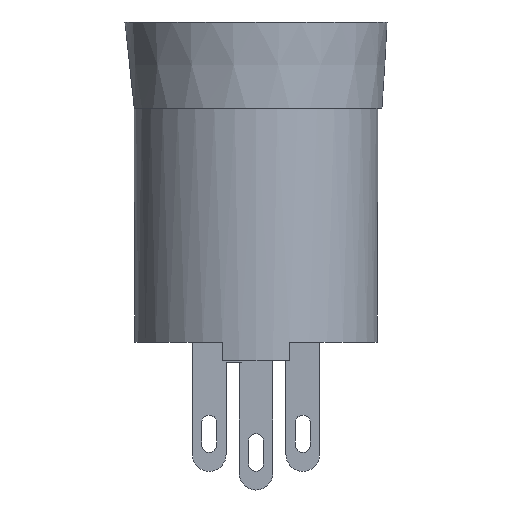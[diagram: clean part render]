
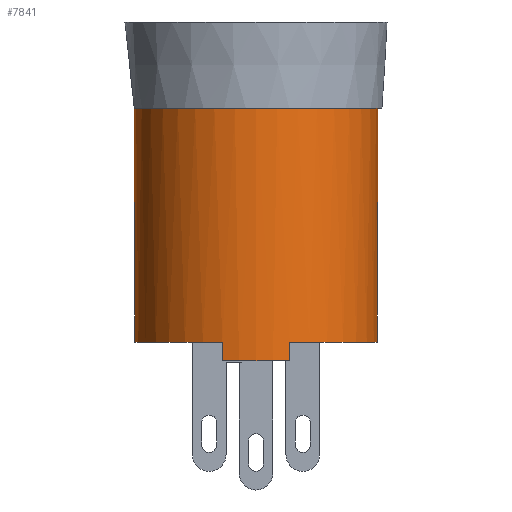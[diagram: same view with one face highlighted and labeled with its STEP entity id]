
A CAD part, front view. The second image highlights one B-rep face of the part: STEP entity #7841.
In plain terms, the highlighted cylindrical face has radius 6.5 mm (diameter 13 mm), a full revolution.
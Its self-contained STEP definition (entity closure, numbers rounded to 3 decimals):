
#339=CIRCLE('',#8258,6.5);
#340=CIRCLE('',#8259,6.5);
#341=CIRCLE('',#8310,6.5);
#342=CIRCLE('',#8313,6.5);
#343=CIRCLE('',#8314,6.5);
#344=CIRCLE('',#8317,6.5);
#345=CIRCLE('',#8318,6.5);
#390=CYLINDRICAL_SURFACE('',#8316,6.5);
#788=FACE_OUTER_BOUND('',#1246,.T.);
#1246=EDGE_LOOP('',(#7068,#7069,#7070,#7071,#7072,#7073,#7074,#7075,#7076,
#7077,#7078,#7079,#7080));
#2158=LINE('',#13150,#3066);
#2159=LINE('',#13151,#3067);
#2160=LINE('',#13152,#3068);
#2161=LINE('',#13153,#3069);
#2162=LINE('',#13154,#3070);
#3066=VECTOR('',#10148,6.5);
#3067=VECTOR('',#10149,10.);
#3068=VECTOR('',#10150,10.);
#3069=VECTOR('',#10151,10.);
#3070=VECTOR('',#10152,10.);
#3527=VERTEX_POINT('',#11511);
#3747=VERTEX_POINT('',#12925);
#3748=VERTEX_POINT('',#12927);
#3753=VERTEX_POINT('',#12938);
#3754=VERTEX_POINT('',#12940);
#3800=VERTEX_POINT('',#13123);
#3801=VERTEX_POINT('',#13125);
#3804=VERTEX_POINT('',#13135);
#3805=VERTEX_POINT('',#13137);
#3806=VERTEX_POINT('',#13139);
#3808=VERTEX_POINT('',#13147);
#4799=EDGE_CURVE('',#3747,#3748,#339,.T.);
#4806=EDGE_CURVE('',#3753,#3754,#340,.T.);
#4894=EDGE_CURVE('',#3800,#3801,#341,.T.);
#4900=EDGE_CURVE('',#3804,#3805,#342,.T.);
#4901=EDGE_CURVE('',#3805,#3806,#343,.T.);
#4905=EDGE_CURVE('',#3527,#3808,#344,.T.);
#4906=EDGE_CURVE('',#3808,#3527,#345,.T.);
#4907=EDGE_CURVE('',#3808,#3805,#2158,.T.);
#4908=EDGE_CURVE('',#3748,#3804,#2159,.T.);
#4909=EDGE_CURVE('',#3747,#3801,#2160,.T.);
#4910=EDGE_CURVE('',#3754,#3800,#2161,.T.);
#4911=EDGE_CURVE('',#3753,#3806,#2162,.T.);
#7068=ORIENTED_EDGE('',*,*,#4905,.F.);
#7069=ORIENTED_EDGE('',*,*,#4906,.F.);
#7070=ORIENTED_EDGE('',*,*,#4907,.T.);
#7071=ORIENTED_EDGE('',*,*,#4900,.F.);
#7072=ORIENTED_EDGE('',*,*,#4908,.F.);
#7073=ORIENTED_EDGE('',*,*,#4799,.F.);
#7074=ORIENTED_EDGE('',*,*,#4909,.T.);
#7075=ORIENTED_EDGE('',*,*,#4894,.F.);
#7076=ORIENTED_EDGE('',*,*,#4910,.F.);
#7077=ORIENTED_EDGE('',*,*,#4806,.F.);
#7078=ORIENTED_EDGE('',*,*,#4911,.T.);
#7079=ORIENTED_EDGE('',*,*,#4901,.F.);
#7080=ORIENTED_EDGE('',*,*,#4907,.F.);
#7841=ADVANCED_FACE('',(#788),#390,.T.);
#8258=AXIS2_PLACEMENT_3D('',#12928,#9925,#9926);
#8259=AXIS2_PLACEMENT_3D('',#12941,#9933,#9934);
#8310=AXIS2_PLACEMENT_3D('',#13126,#10122,#10123);
#8313=AXIS2_PLACEMENT_3D('',#13138,#10133,#10134);
#8314=AXIS2_PLACEMENT_3D('',#13140,#10135,#10136);
#8316=AXIS2_PLACEMENT_3D('',#13146,#10142,#10143);
#8317=AXIS2_PLACEMENT_3D('',#13148,#10144,#10145);
#8318=AXIS2_PLACEMENT_3D('',#13149,#10146,#10147);
#9925=DIRECTION('center_axis',(0.,0.,
-1.));
#9926=DIRECTION('ref_axis',(0.,-1.,0.));
#9933=DIRECTION('center_axis',(0.,0.,
-1.));
#9934=DIRECTION('ref_axis',(0.,-1.,0.));
#10122=DIRECTION('center_axis',(0.,0.,
-1.));
#10123=DIRECTION('ref_axis',(-0.277,-0.961,0.));
#10133=DIRECTION('center_axis',(0.,0.,
-1.));
#10134=DIRECTION('ref_axis',(-0.277,-0.961,0.));
#10135=DIRECTION('center_axis',(0.,0.,
-1.));
#10136=DIRECTION('ref_axis',(-0.277,-0.961,0.));
#10142=DIRECTION('center_axis',(0.,0.,
1.));
#10143=DIRECTION('ref_axis',(0.,-1.,0.));
#10144=DIRECTION('center_axis',(0.,0.,
1.));
#10145=DIRECTION('ref_axis',(0.,-1.,0.));
#10146=DIRECTION('center_axis',(0.,0.,
1.));
#10147=DIRECTION('ref_axis',(0.,-1.,0.));
#10148=DIRECTION('',(0.,0.,-1.));
#10149=DIRECTION('',(0.,0.,-1.));
#10150=DIRECTION('',(0.,0.,-1.));
#10151=DIRECTION('',(0.,0.,-1.));
#10152=DIRECTION('',(0.,0.,-1.));
#11511=CARTESIAN_POINT('',(-6.5,0.,12.5));
#12925=CARTESIAN_POINT('',(-1.8,-6.246,0.));
#12927=CARTESIAN_POINT('',(-1.8,6.246,0.));
#12928=CARTESIAN_POINT('Origin',(0.,0.,
0.));
#12938=CARTESIAN_POINT('',(1.8,6.246,0.));
#12940=CARTESIAN_POINT('',(1.8,-6.246,0.));
#12941=CARTESIAN_POINT('Origin',(0.,0.,
0.));
#13123=CARTESIAN_POINT('',(1.8,-6.246,-1.));
#13125=CARTESIAN_POINT('',(-1.8,-6.246,-1.));
#13126=CARTESIAN_POINT('Origin',(0.,0.,
-1.));
#13135=CARTESIAN_POINT('',(-1.8,6.246,-1.));
#13137=CARTESIAN_POINT('',(0.,6.5,-1.));
#13138=CARTESIAN_POINT('Origin',(0.,0.,
-1.));
#13139=CARTESIAN_POINT('',(1.8,6.246,-1.));
#13140=CARTESIAN_POINT('Origin',(0.,0.,
-1.));
#13146=CARTESIAN_POINT('Origin',(0.,0.,
0.));
#13147=CARTESIAN_POINT('',(0.,6.5,12.5));
#13148=CARTESIAN_POINT('Origin',(0.,0.,
12.5));
#13149=CARTESIAN_POINT('Origin',(0.,0.,
12.5));
#13150=CARTESIAN_POINT('',(0.,6.5,0.));
#13151=CARTESIAN_POINT('',(-1.8,6.246,0.));
#13152=CARTESIAN_POINT('',(-1.8,-6.246,0.));
#13153=CARTESIAN_POINT('',(1.8,-6.246,0.));
#13154=CARTESIAN_POINT('',(1.8,6.246,0.));
